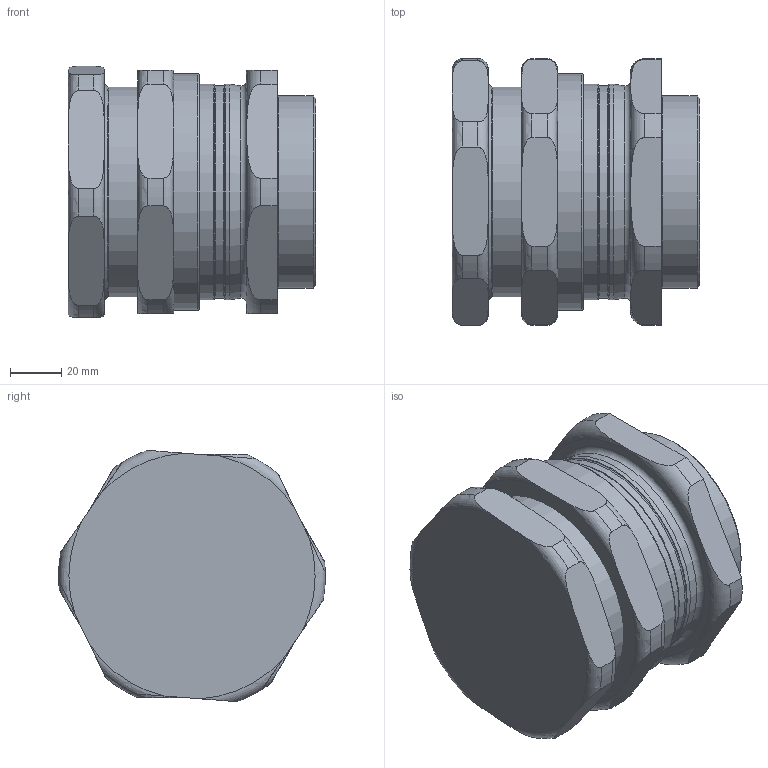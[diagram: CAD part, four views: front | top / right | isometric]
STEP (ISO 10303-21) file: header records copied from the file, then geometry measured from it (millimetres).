
FILE_DESCRIPTION(/* description */ (''),/* implementation_level */ '2;1');
FILE_NAME(/* name */ 'CSB 656N F -X.stp',/* time_stamp */ '2021-04-26T12:11:32+06:00',/* author */ ('vinaykumark'),/* organization */ (''),/* preprocessor_version */ 'ST-DEVELOPER v18',/* originating_system */ 'Autodesk Inventor 2020',/* authorisation */ '');
FILE_SCHEMA (('AUTOMOTIVE_DESIGN { 1 0 10303 214 3 1 1 }'));
Length unit declared in the file: inch
Products named in the file (1): CSB 656N F -X
Bounding box: 96.45 x 103.98 x 97.97 mm (x, y, z)
Surface area: 114341.5 mm2
Topology: 6 solids, 6 shells, 278 faces, 788 edges, 545 vertices
Faces by surface type: plane 108, bspline 66, torus 58, cylinder 36, cone 10
Full cylindrical faces by diameter (mm): 68.1 x1, 68.3 x1, 71.3 x1, 74.1 x1, 75 x1, 77.5 x2, 78.9 x1, 81.65 x1, 81.9 x1, 83 x1, 84 x2, 84.1 x1, 87.312 x1, 92.2 x1
Entity records: 10537 total; most frequent: CARTESIAN_POINT 3223, ORIENTED_EDGE 1570, DIRECTION 1290, EDGE_CURVE 785, VERTEX_POINT 539, AXIS2_PLACEMENT_3D 478, LINE 334, VECTOR 334
